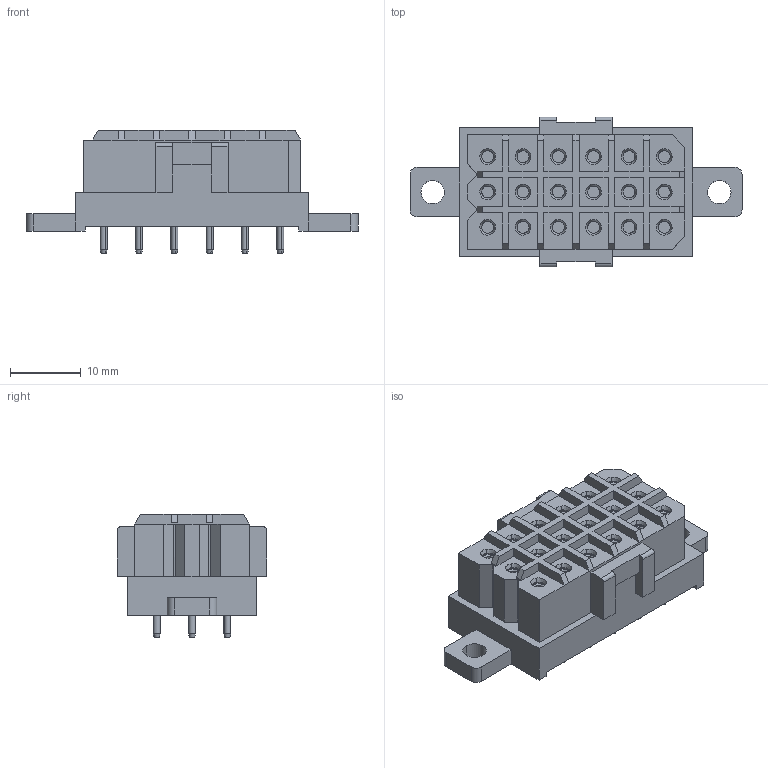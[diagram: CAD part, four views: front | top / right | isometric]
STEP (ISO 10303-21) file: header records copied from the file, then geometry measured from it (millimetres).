
FILE_DESCRIPTION(('CATIA V5 STEP Exchange','CAx-IF Rec.Pracs.--- Model Styling and Organization---1.2---2011-12-15'),'2;1');
FILE_NAME ('D1452049_0_1444600000_1444600000.stp','2018-09-20T17:22:47+00:00',('none'),('Weidmueller'),'CATIA Version 5-6 Release 2014','CATIA V5 STEP AP214','none');
FILE_SCHEMA(('AUTOMOTIVE_DESIGN { 1 0 10303 214 1 1 1 1 }'));
Length unit declared in the file: millimetre
Products named in the file (1): 1444600000
Bounding box: 47 x 21.2 x 17.5 mm (x, y, z)
Volume: 6729.1 mm3; surface area: 7776.7 mm2
Topology: 19 solids, 19 shells, 732 faces, 1572 edges, 954 vertices
Faces by surface type: cylinder 266, plane 250, cone 144, torus 72
Entity records: 16980 total; most frequent: ORIENTED_EDGE 3144, CARTESIAN_POINT 2851, DIRECTION 2184, EDGE_CURVE 1572, AXIS2_PLACEMENT_3D 1091, VERTEX_POINT 954, EDGE_LOOP 848, VECTOR 786
